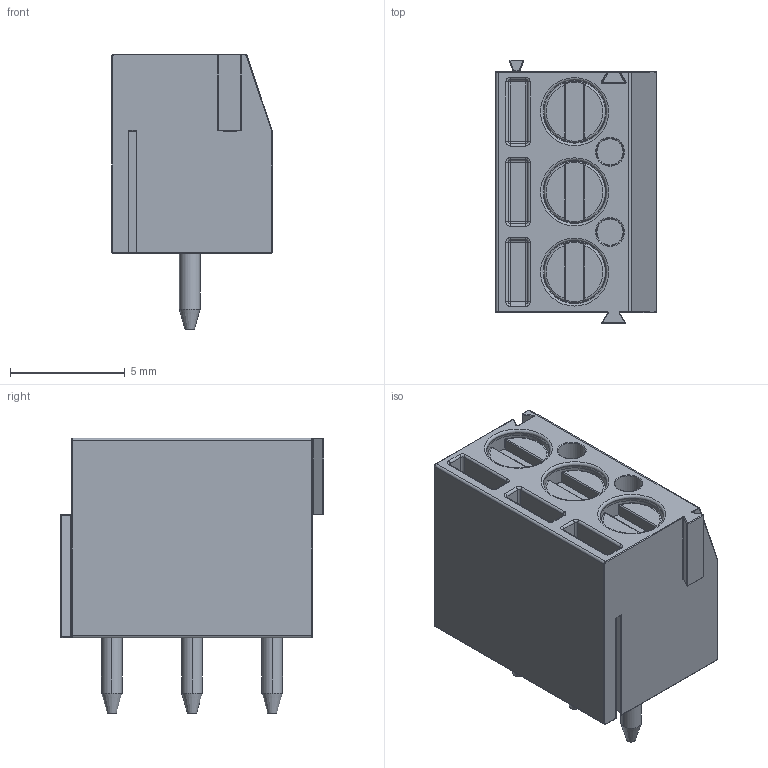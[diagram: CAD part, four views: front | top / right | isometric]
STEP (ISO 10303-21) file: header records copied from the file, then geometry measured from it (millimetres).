
FILE_DESCRIPTION(/* description */ (''),/* implementation_level */ '2;1');
FILE_NAME(/* name */ 'OST - OSTTE030161.step',/* time_stamp */ '2020-07-13T00:15:07+01:00',/* author */ (''),/* organization */ (''),/* preprocessor_version */ 'ST-DEVELOPER v18.1',/* originating_system */ 'Autodesk Translation Framework v9.3.0.1241',/* authorisation */ '');
FILE_SCHEMA (('AUTOMOTIVE_DESIGN { 1 0 10303 214 3 1 1 }'));
Length unit declared in the file: millimetre
Products named in the file (1): OST - OSTTE030161
Bounding box: 7 x 11.5 x 12.02 mm (x, y, z)
Volume: 430 mm3; surface area: 1385.1 mm2
Topology: 1 solids, 1 shells, 1184 faces, 2937 edges, 1781 vertices
Faces by surface type: cylinder 454, plane 290, bspline 209, torus 117, sphere 90, cone 24
Full cylindrical faces by diameter (mm): 0.283 x3, 1.2 x2, 1.478 x9, 1.933 x15, 2 x6, 2.074 x3, 2.2 x3, 2.675 x3, 2.875 x3
Entity records: 44147 total; most frequent: CARTESIAN_POINT 16842, ORIENTED_EDGE 5874, DIRECTION 5206, EDGE_CURVE 2937, AXIS2_PLACEMENT_3D 1952, VERTEX_POINT 1781, LINE 1302, VECTOR 1302
